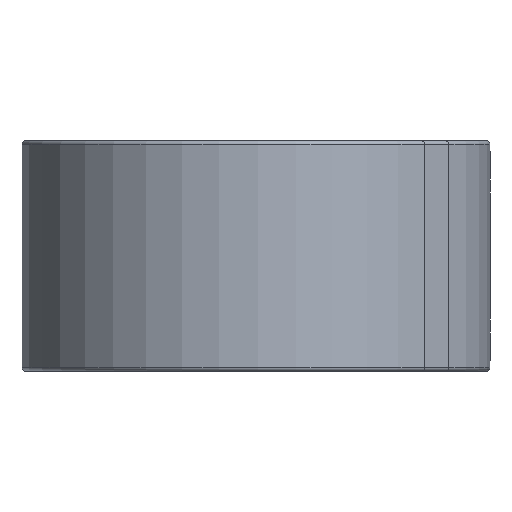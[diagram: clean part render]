
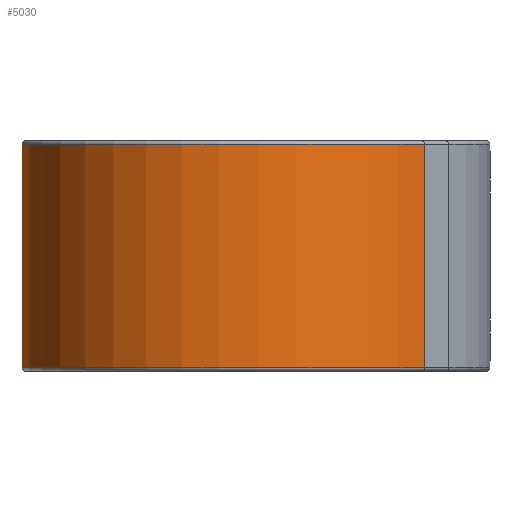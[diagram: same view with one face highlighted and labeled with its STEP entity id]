
A CAD part, left-side view. The second image highlights one B-rep face of the part: STEP entity #5030.
In plain terms, the highlighted cylindrical face has radius 12.55 mm (diameter 25.1 mm), a partial arc.
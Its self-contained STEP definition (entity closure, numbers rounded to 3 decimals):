
#1741=DIRECTION('',(0.,0.,1.));
#1742=VECTOR('',#1741,12.3);
#1743=CARTESIAN_POINT('',(-7.966,-9.698,-6.15));
#1744=LINE('',#1743,#1742);
#1755=CARTESIAN_POINT('',(0.,0.,6.15));
#1756=DIRECTION('',(0.,0.,1.));
#1757=DIRECTION('',(0.798,0.602,0.));
#1758=AXIS2_PLACEMENT_3D('',#1755,#1756,#1757);
#1760=CARTESIAN_POINT('',(0.,0.,-6.15));
#1761=DIRECTION('',(0.,0.,-1.));
#1762=DIRECTION('',(-0.635,-0.773,0.));
#1763=AXIS2_PLACEMENT_3D('',#1760,#1761,#1762);
#1765=DIRECTION('',(0.,0.,1.));
#1766=VECTOR('',#1765,12.3);
#1767=CARTESIAN_POINT('',(10.021,7.555,-6.15));
#1768=LINE('',#1767,#1766);
#2108=CARTESIAN_POINT('',(10.021,7.555,6.15));
#2109=VERTEX_POINT('',#2108);
#2112=CARTESIAN_POINT('',(-7.966,-9.698,6.15));
#2113=VERTEX_POINT('',#2112);
#2148=CARTESIAN_POINT('',(-7.966,-9.698,-6.15));
#2149=VERTEX_POINT('',#2148);
#2152=CARTESIAN_POINT('',(10.021,7.555,-6.15));
#2153=VERTEX_POINT('',#2152);
#5018=CARTESIAN_POINT('',(0.,0.,-6.35));
#5019=DIRECTION('',(0.,0.,1.));
#5020=DIRECTION('',(1.,0.,0.));
#5021=AXIS2_PLACEMENT_3D('',#5018,#5019,#5020);
#5022=CYLINDRICAL_SURFACE('',#5021,12.55);
#5023=ORIENTED_EDGE('',*,*,#5011,.T.);
#5024=ORIENTED_EDGE('',*,*,#4986,.F.);
#5025=ORIENTED_EDGE('',*,*,#2615,.T.);
#5027=ORIENTED_EDGE('',*,*,#5026,.T.);
#5028=EDGE_LOOP('',(#5023,#5024,#5025,#5027));
#5029=FACE_OUTER_BOUND('',#5028,.F.);
#5030=ADVANCED_FACE('',(#5029),#5022,.T.);
#1759=CIRCLE('',#1758,12.55);
#1764=CIRCLE('',#1763,12.55);
#2615=EDGE_CURVE('',#2149,#2153,#1764,.T.);
#4986=EDGE_CURVE('',#2149,#2113,#1744,.T.);
#5011=EDGE_CURVE('',#2109,#2113,#1759,.T.);
#5026=EDGE_CURVE('',#2153,#2109,#1768,.T.);
